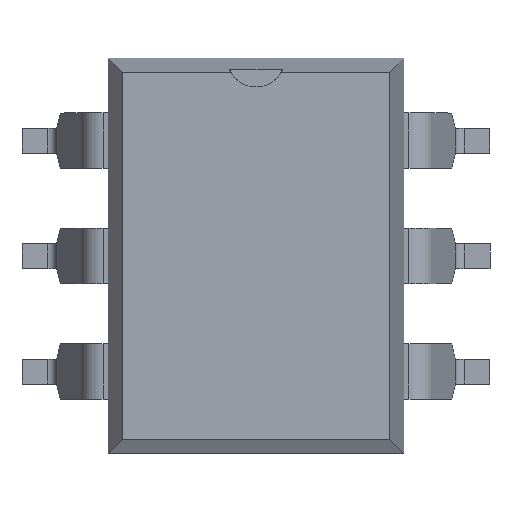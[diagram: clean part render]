
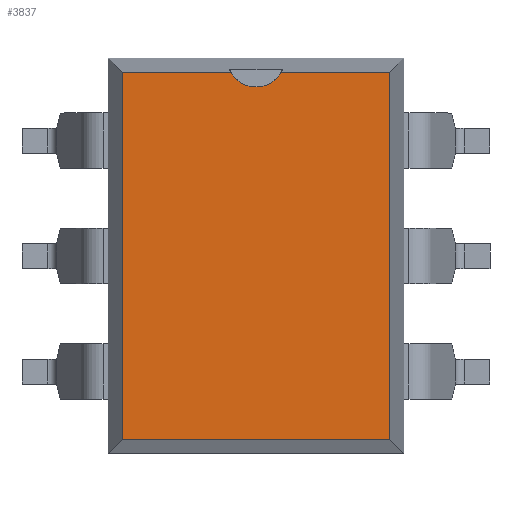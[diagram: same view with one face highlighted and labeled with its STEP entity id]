
A CAD part, top view. The second image highlights one B-rep face of the part: STEP entity #3837.
In plain terms, the highlighted planar face has unit normal (0, 0, 1).
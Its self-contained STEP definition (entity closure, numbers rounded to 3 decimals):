
#3470=CARTESIAN_POINT('',(-0.554,4.041,4.6));
#3471=VERTEX_POINT('',#3470);
#3479=CARTESIAN_POINT('',(0.554,4.041,4.6));
#3480=VERTEX_POINT('',#3479);
#3481=CARTESIAN_POINT('',(0.,4.35,4.6));
#3482=DIRECTION('',(0.0,0.0,-1.0));
#3483=DIRECTION('',(1.0,0.0,0.0));
#3484=AXIS2_PLACEMENT_3D('',#3481,#3482,#3483);
#3485=CIRCLE('',#3484,0.635);
#3486=EDGE_CURVE('',#3480,#3471,#3485,.T.);
#3507=CARTESIAN_POINT('',(2.941,4.041,4.6));
#3508=VERTEX_POINT('',#3507);
#3509=CARTESIAN_POINT('',(2.941,4.041,4.6));
#3510=DIRECTION('',(-1.0,0.0,0.0));
#3511=VECTOR('',#3510,2.386);
#3512=LINE('',#3509,#3511);
#3513=EDGE_CURVE('',#3508,#3480,#3512,.T.);
#3531=CARTESIAN_POINT('',(-2.941,4.041,4.6));
#3532=VERTEX_POINT('',#3531);
#3539=CARTESIAN_POINT('',(-0.554,4.041,4.6));
#3540=DIRECTION('',(-1.0,0.0,0.0));
#3541=VECTOR('',#3540,2.386);
#3542=LINE('',#3539,#3541);
#3543=EDGE_CURVE('',#3471,#3532,#3542,.T.);
#3651=CARTESIAN_POINT('',(-2.941,-4.041,4.6));
#3652=VERTEX_POINT('',#3651);
#3667=CARTESIAN_POINT('',(2.941,-4.041,4.6));
#3668=VERTEX_POINT('',#3667);
#3675=CARTESIAN_POINT('',(-2.941,-4.041,4.6));
#3676=DIRECTION('',(1.0,0.0,0.0));
#3677=VECTOR('',#3676,5.881);
#3678=LINE('',#3675,#3677);
#3679=EDGE_CURVE('',#3652,#3668,#3678,.T.);
#3775=CARTESIAN_POINT('',(-2.941,4.041,4.6));
#3776=DIRECTION('',(0.0,-1.0,0.0));
#3777=VECTOR('',#3776,8.081);
#3778=LINE('',#3775,#3777);
#3779=EDGE_CURVE('',#3532,#3652,#3778,.T.);
#3819=CARTESIAN_POINT('',(-2.941,4.35,4.6));
#3820=DIRECTION('',(0.0,0.0,1.0));
#3821=DIRECTION('',(0.0,-1.0,0.0));
#3822=AXIS2_PLACEMENT_3D('',#3819,#3820,#3821);
#3823=PLANE('',#3822);
#3824=ORIENTED_EDGE('',*,*,#3486,.T.);
#3825=ORIENTED_EDGE('',*,*,#3543,.T.);
#3826=ORIENTED_EDGE('',*,*,#3779,.T.);
#3827=ORIENTED_EDGE('',*,*,#3679,.T.);
#3828=CARTESIAN_POINT('',(2.941,4.041,4.6));
#3829=DIRECTION('',(0.0,-1.0,0.0));
#3830=VECTOR('',#3829,8.081);
#3831=LINE('',#3828,#3830);
#3832=EDGE_CURVE('',#3508,#3668,#3831,.T.);
#3833=ORIENTED_EDGE('',*,*,#3832,.F.);
#3834=ORIENTED_EDGE('',*,*,#3513,.T.);
#3835=EDGE_LOOP('',(#3824,#3825,#3826,#3827,#3833,#3834));
#3836=FACE_OUTER_BOUND('',#3835,.T.);
#3837=ADVANCED_FACE('',(#3836),#3823,.T.);
